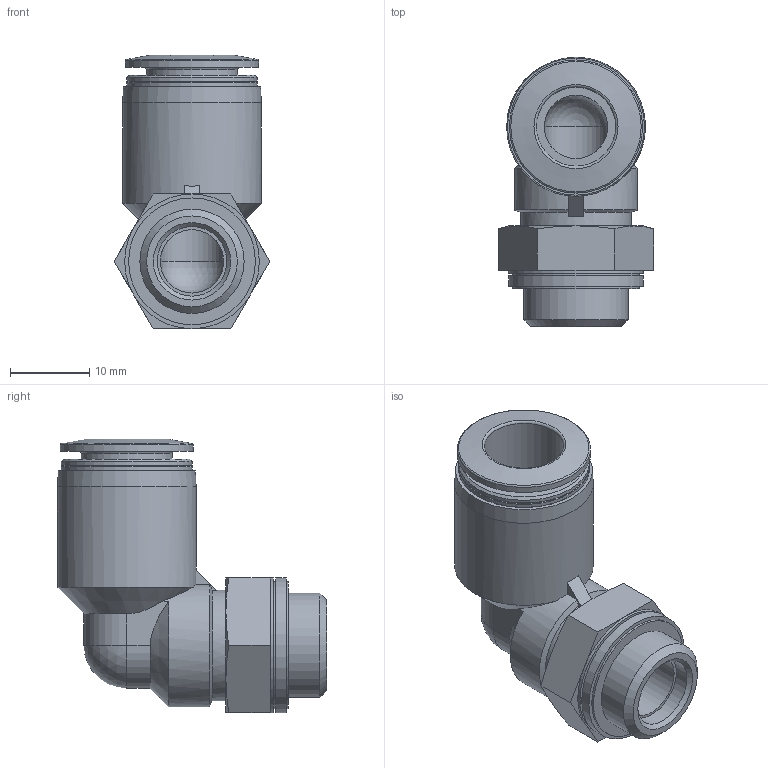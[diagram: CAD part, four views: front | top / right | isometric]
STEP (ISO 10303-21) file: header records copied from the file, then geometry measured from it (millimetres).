
FILE_DESCRIPTION(/* description */ ('STEP AP214'),/* implementation_level */ '2;1');
FILE_NAME(/* name */ '132053_QSL-G1_4-10-50',/* time_stamp */ '2024-09-14T09:24:36+02:00',/* author */ ('License CC BY-ND 4.0'),/* organization */ ('CADENAS'),/* preprocessor_version */ 'ST-DEVELOPER v19.3',/* originating_system */ 'PARTsolutions',/* authorisation */ ' ');
FILE_SCHEMA (('AUTOMOTIVE_DESIGN {1 0 10303 214 3 1 1}'));
Length unit declared in the file: millimetre
Products named in the file (1): 132053 QSL-G1/4-10-50
Bounding box: 19.63 x 33.95 x 34.5 mm (x, y, z)
Volume: 6323.2 mm3; surface area: 4586.4 mm2
Topology: 1 solids, 1 shells, 68 faces, 145 edges, 86 vertices
Faces by surface type: plane 28, cylinder 18, cone 17, torus 3, sphere 2
Full cylindrical faces by diameter (mm): 8 x2, 8.771 x1, 10 x1, 11.5 x1, 13.157 x1, 13.95 x1, 16 x2, 16.5 x2, 16.8 x1, 17 x2, 17.5 x1
Entity records: 2169 total; most frequent: CARTESIAN_POINT 336, DIRECTION 288, ORIENTED_EDGE 226, AXIS2_PLACEMENT_3D 128, EDGE_CURVE 113, EDGE_LOOP 105, FACE_BOUND 105, VERTEX_POINT 82
